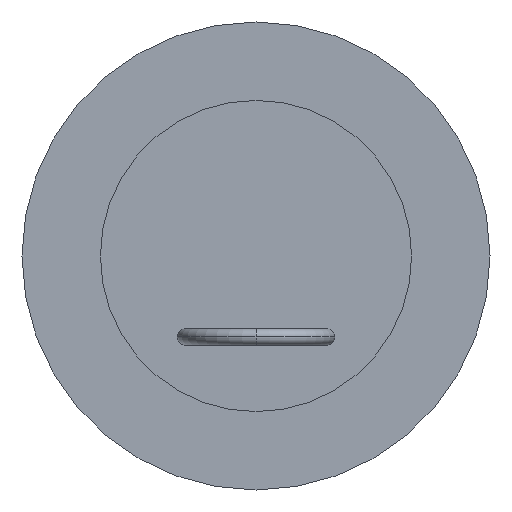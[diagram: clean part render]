
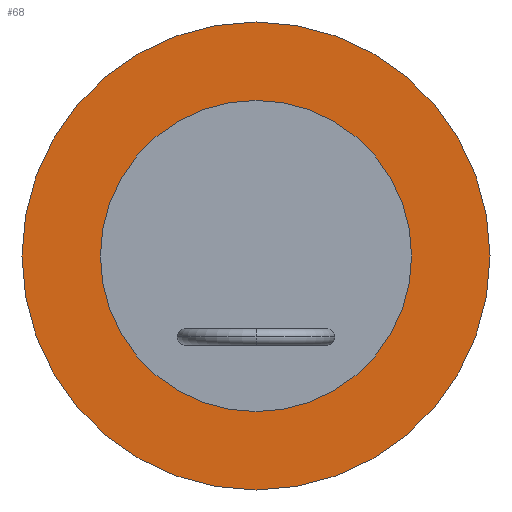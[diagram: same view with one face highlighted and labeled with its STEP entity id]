
A CAD part, front view. The second image highlights one B-rep face of the part: STEP entity #68.
In plain terms, the highlighted planar face has unit normal (0, -1, 0).
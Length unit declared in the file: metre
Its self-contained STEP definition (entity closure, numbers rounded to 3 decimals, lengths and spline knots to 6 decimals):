
#68 = ADVANCED_FACE( '', ( #146, #147 ), #148, .F. );
#146 = FACE_OUTER_BOUND( '', #230, .T. );
#147 = FACE_BOUND( '', #231, .T. );
#148 = PLANE( '', #232 );
#230 = EDGE_LOOP( '', ( #346 ) );
#231 = EDGE_LOOP( '', ( #347 ) );
#232 = AXIS2_PLACEMENT_3D( '', #348, #349, #350 );
#346 = ORIENTED_EDGE( '', *, *, #464, .F. );
#347 = ORIENTED_EDGE( '', *, *, #441, .F. );
#348 = CARTESIAN_POINT( '', ( 0., 0., 0. ) );
#349 = DIRECTION( '', ( 0., 1., 0. ) );
#350 = DIRECTION( '', ( 0., 0., 1. ) );
#441 = EDGE_CURVE( '', #507, #507, #508, .F. );
#464 = EDGE_CURVE( '', #543, #543, #544, .T. );
#507 = VERTEX_POINT( '', #593 );
#508 = CIRCLE( '', #594, 0.00375 );
#543 = VERTEX_POINT( '', #632 );
#544 = CIRCLE( '', #633, 0.00564 );
#593 = CARTESIAN_POINT( '', ( 0., 0., 0.00375 ) );
#594 = AXIS2_PLACEMENT_3D( '', #684, #685, #686 );
#632 = CARTESIAN_POINT( '', ( 0., 0., 0.00564 ) );
#633 = AXIS2_PLACEMENT_3D( '', #723, #724, #725 );
#684 = CARTESIAN_POINT( '', ( 0., 0., 0. ) );
#685 = DIRECTION( '', ( 0., 1., 0. ) );
#686 = DIRECTION( '', ( 0., 0., 1. ) );
#723 = CARTESIAN_POINT( '', ( 0., 0., 0. ) );
#724 = DIRECTION( '', ( 0., 1., 0. ) );
#725 = DIRECTION( '', ( 0., 0., 1. ) );
